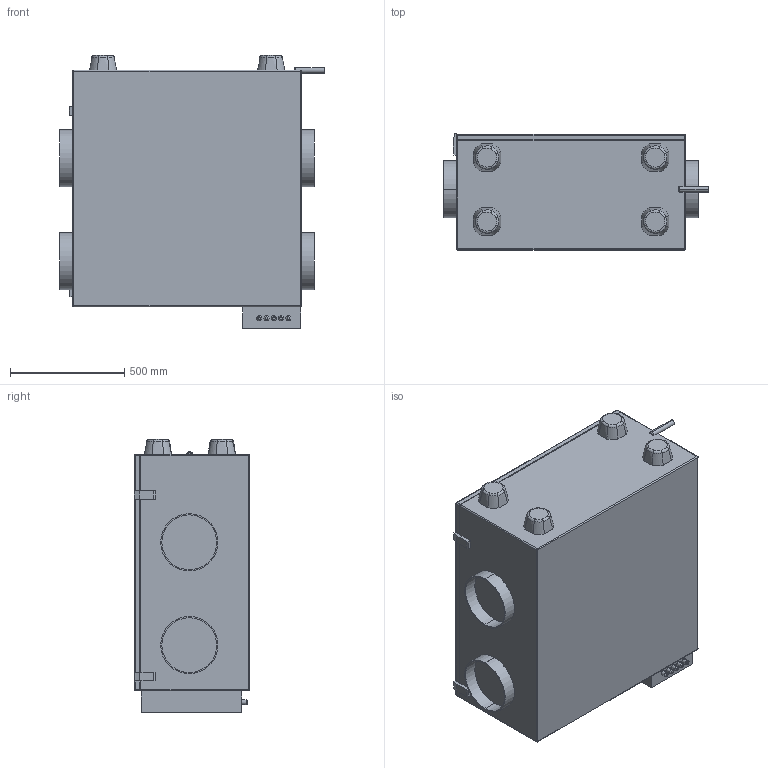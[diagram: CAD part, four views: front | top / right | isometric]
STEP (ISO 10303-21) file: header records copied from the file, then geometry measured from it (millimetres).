
FILE_DESCRIPTION (( 'STEP AP214' ), '1' );
FILE_NAME ('WR 600.STEP', '2017-02-14T09:00:14', ( 'CADnetwork' ), ( '' ), 'SwSTEP 2.0', 'SolidWorks 2012', '' );
FILE_SCHEMA (( 'AUTOMOTIVE_DESIGN' ));
Length unit declared in the file: millimetre
Products named in the file (1): WR 600
Bounding box: 1158.5 x 506.25 x 1195 mm (x, y, z)
Volume: 536830820.3 mm3; surface area: 4770414.5 mm2
Topology: 1 solids, 1 shells, 189 faces, 476 edges, 296 vertices
Faces by surface type: bspline 64, plane 61, cylinder 45, torus 11, sphere 8
Entity records: 12207 total; most frequent: CARTESIAN_POINT 8048, ORIENTED_EDGE 936, DIRECTION 723, EDGE_CURVE 468, VERTEX_POINT 296, AXIS2_PLACEMENT_3D 255, VECTOR 213, LINE 213
